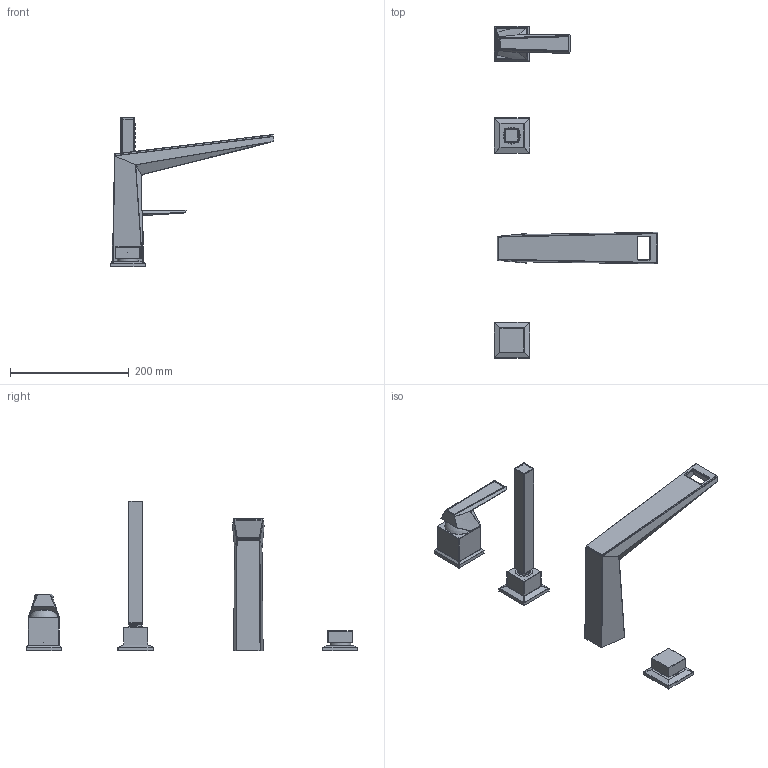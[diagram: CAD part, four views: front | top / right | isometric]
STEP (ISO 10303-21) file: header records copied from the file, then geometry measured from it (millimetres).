
FILE_DESCRIPTION(/* description */ ('Unknown'),/* implementation_level */ '2;1');
FILE_NAME(/* name */ '29525000',/* time_stamp */ '2022-11-05T14:14:51+01:00',/* author */ ('Unknown'),/* organization */ ('GROHE AG'),/* preprocessor_version */ 'ST-DEVELOPER v16.7',/* originating_system */ 'DEX',/* authorisation */ $);
FILE_SCHEMA (('AUTOMOTIVE_DESIGN {1 0 10303 214 3 1 1}'));
Products named in the file (23): 29525000; A4241503_BRS_HAND-_HANDSHOWER_01530562-oa1; A4241753_Schweißbau_WELDING_AS_01530441-oa0; A4241752_STRAHLBILD_SPRAY_FORM_01530440; A4241500_DECKEL_COVER_01530418; A4241498_FUEHRUNG_W_WATER_GUID_01487808; A4241754_GEH_HD_BRS_HANDSHOWER_01530522; 418120040_HEBEL_EHM-_OHM_LEVER_100303682; 418121BN2_PLATTE_Mar_PLATE_MARB_100303678; 418118038_HEBEL_EHM-_OHM_LEVER_100303432; 418146040_Gehäuse_mi_BODY_WITH_100304704; 418016031_Marmor_Pla_MARBLE_PLA_100299862; 418040038_AUSLAUF_SPOUT_100301377; 402425038_FUEHRUNG_W_WATER_GUID_01511925; A4229937_ROSETTE_AB_COVER_ROSE_01508881; A4229935_HUELSE_SLEEVE_01508879; A4229351_KNOPF_UMST_DIVERTER_K_01478859; A4229912_ROSETTE_ROSETTE_01507125; 401847038_KAPPE_KUGE_BALL_CAP_01494584; A4229349_SOCKEL_SOCLE_01478364; A4229910_ROSETTE_ROSETTE_01507123; 401183038_HUELSE_SLEEVE_01429654; 4221154_MUTTER_KON_000766281
Assembly tree (22 placements, depth 4):
  29525000
    A4241503_BRS_HAND-_HANDSHOWER_01530562-oa1
      A4241753_Schweißbau_WELDING_AS_01530441-oa0
        A4241752_STRAHLBILD_SPRAY_FORM_01530440
      A4241500_DECKEL_COVER_01530418
      A4241498_FUEHRUNG_W_WATER_GUID_01487808
      A4241754_GEH_HD_BRS_HANDSHOWER_01530522
    418120040_HEBEL_EHM-_OHM_LEVER_100303682
      418121BN2_PLATTE_Mar_PLATE_MARB_100303678
      418118038_HEBEL_EHM-_OHM_LEVER_100303432
    418146040_Gehäuse_mi_BODY_WITH_100304704
      418016031_Marmor_Pla_MARBLE_PLA_100299862
      418040038_AUSLAUF_SPOUT_100301377
    402425038_FUEHRUNG_W_WATER_GUID_01511925
    A4229937_ROSETTE_AB_COVER_ROSE_01508881
    A4229935_HUELSE_SLEEVE_01508879
    A4229351_KNOPF_UMST_DIVERTER_K_01478859
    A4229912_ROSETTE_ROSETTE_01507125
    401847038_KAPPE_KUGE_BALL_CAP_01494584
    A4229349_SOCKEL_SOCLE_01478364
    A4229910_ROSETTE_ROSETTE_01507123
    401183038_HUELSE_SLEEVE_01429654
    4221154_MUTTER_KON_000766281
Bounding box: 276.48 x 560 x 253 mm (x, y, z)
Volume: 819558.2 mm3; surface area: 321489.9 mm2
Topology: 19 solids, 34 shells, 2537 faces, 6010 edges, 3495 vertices
Faces by surface type: cylinder 949, plane 651, bspline 513, torus 160, cone 147, sphere 117
Full cylindrical faces by diameter (mm): 0.9 x32, 1.5 x32, 3 x32, 3.2 x32, 3.242 x2, 3.6 x1, 4 x1, 4.134 x1, 4.2 x2, 5 x4, 5.3 x2, 12 x4, 12.2 x1, 12.4 x1, 12.5 x1, 13.917 x1, 14.376 x1, 15.6 x1, 16 x1, 18.2 x2, 18.4 x1, 18.631 x1, 19.9 x1, 21.2 x2, 22 x1, 23 x2, 26 x1, 28.1 x1, 28.5 x1, 33 x1
Entity records: 87496 total; most frequent: CARTESIAN_POINT 26704, DIRECTION 10896, ORIENTED_EDGE 10628, EDGE_CURVE 5314, AXIS2_PLACEMENT_3D 4449, VERTEX_POINT 3310, FACE_BOUND 3160, EDGE_LOOP 3153
